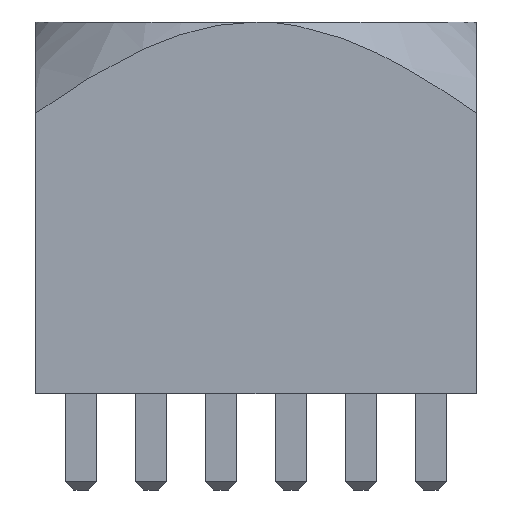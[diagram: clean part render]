
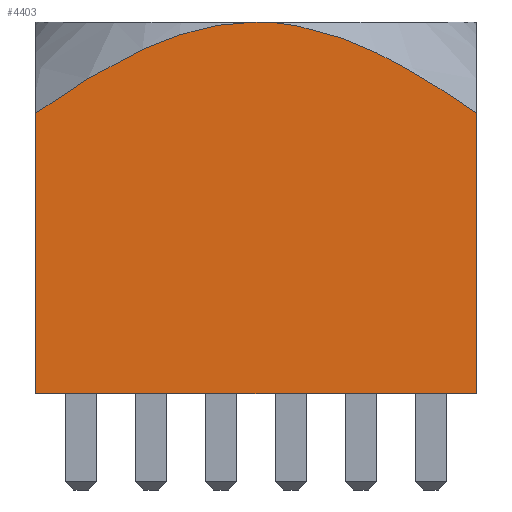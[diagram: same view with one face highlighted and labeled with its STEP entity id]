
A CAD part, front view. The second image highlights one B-rep face of the part: STEP entity #4403.
In plain terms, the highlighted planar face has unit normal (0, -1, 0).
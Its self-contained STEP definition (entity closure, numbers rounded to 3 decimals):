
#22=B_SPLINE_CURVE_WITH_KNOTS('',3,(#5605,#5606,#5607,#5608,#5609,#5610,
#5611,#5612,#5613,#5614,#5615,#5616,#5617,#5618,#5619,#5620,#5621),
 .UNSPECIFIED.,.F.,.F.,(4,1,1,1,1,1,1,1,1,1,1,1,1,1,4),(0.,0.125,0.188,
0.25,0.313,0.375,0.438,0.5,0.563,0.625,0.688,0.75,0.813,0.875,1.),
 .UNSPECIFIED.);
#26=B_SPLINE_CURVE_WITH_KNOTS('',3,(#5752,#5753,#5754,#5755,#5756,#5757,
#5758,#5759,#5760,#5761,#5762,#5763,#5764,#5765,#5766,#5767,#5768),
 .UNSPECIFIED.,.F.,.F.,(4,1,1,1,1,1,1,1,1,1,1,1,1,1,4),(0.,0.125,0.188,
0.25,0.313,0.375,0.438,0.5,0.563,0.625,0.688,0.75,0.813,0.875,1.),
 .UNSPECIFIED.);
#201=ORIENTED_EDGE('',*,*,#1039,.F.);
#202=ORIENTED_EDGE('',*,*,#936,.T.);
#203=ORIENTED_EDGE('',*,*,#897,.T.);
#204=ORIENTED_EDGE('',*,*,#1040,.T.);
#205=ORIENTED_EDGE('',*,*,#1041,.T.);
#897=EDGE_CURVE('',#1320,#1321,#22,.T.);
#936=EDGE_CURVE('',#1354,#1320,#26,.T.);
#1039=EDGE_CURVE('',#1354,#1441,#1705,.T.);
#1040=EDGE_CURVE('',#1321,#1442,#1706,.T.);
#1041=EDGE_CURVE('',#1442,#1441,#1707,.T.);
#1320=VERTEX_POINT('',#5586);
#1321=VERTEX_POINT('',#5604);
#1354=VERTEX_POINT('',#5750);
#1441=VERTEX_POINT('',#6019);
#1442=VERTEX_POINT('',#6021);
#1705=LINE('',#6018,#2113);
#1706=LINE('',#6020,#2114);
#1707=LINE('',#6022,#2115);
#2113=VECTOR('',#4993,1000.);
#2114=VECTOR('',#4994,1000.);
#2115=VECTOR('',#4995,1000.);
#2429=EDGE_LOOP('',(#201,#202,#203,#204,#205));
#2647=FACE_BOUND('',#2429,.T.);
#2859=PLANE('',#4607);
#4403=ADVANCED_FACE('',(#2647),#2859,.F.);
#4607=AXIS2_PLACEMENT_3D('',#6017,#4991,#4992);
#4991=DIRECTION('',(0.,1.,0.));
#4992=DIRECTION('',(1.,0.,0.));
#4993=DIRECTION('',(0.,0.,-1.));
#4994=DIRECTION('',(0.,0.,-1.));
#4995=DIRECTION('',(1.,0.,0.));
#5586=CARTESIAN_POINT('',(0.,-8.,13.5));
#5604=CARTESIAN_POINT('',(-8.,-8.,10.186));
#5605=CARTESIAN_POINT('',(0.,-8.,13.5));
#5606=CARTESIAN_POINT('',(-0.357,-8.,13.5));
#5607=CARTESIAN_POINT('',(-0.899,-8.,13.463));
#5608=CARTESIAN_POINT('',(-1.622,-8.,13.343));
#5609=CARTESIAN_POINT('',(-2.195,-8.,13.209));
#5610=CARTESIAN_POINT('',(-2.671,-8.,13.07));
#5611=CARTESIAN_POINT('',(-3.191,-8.,12.891));
#5612=CARTESIAN_POINT('',(-3.703,-8.,12.689));
#5613=CARTESIAN_POINT('',(-4.269,-8.,12.436));
#5614=CARTESIAN_POINT('',(-4.698,-8.,12.225));
#5615=CARTESIAN_POINT('',(-5.182,-8.,11.971));
#5616=CARTESIAN_POINT('',(-5.66,-8.,11.703));
#5617=CARTESIAN_POINT('',(-6.188,-8.,11.388));
#5618=CARTESIAN_POINT('',(-6.599,-8.,11.131));
#5619=CARTESIAN_POINT('',(-7.21,-8.,10.735));
#5620=CARTESIAN_POINT('',(-7.677,-8.,10.414));
#5621=CARTESIAN_POINT('',(-8.,-8.,10.186));
#5750=CARTESIAN_POINT('',(8.,-8.,10.186));
#5752=CARTESIAN_POINT('',(8.,-8.,10.186));
#5753=CARTESIAN_POINT('',(7.678,-8.,10.414));
#5754=CARTESIAN_POINT('',(7.212,-8.,10.734));
#5755=CARTESIAN_POINT('',(6.602,-8.,11.129));
#5756=CARTESIAN_POINT('',(6.191,-8.,11.386));
#5757=CARTESIAN_POINT('',(5.666,-8.,11.7));
#5758=CARTESIAN_POINT('',(5.191,-8.,11.966));
#5759=CARTESIAN_POINT('',(4.708,-8.,12.22));
#5760=CARTESIAN_POINT('',(4.281,-8.,12.43));
#5761=CARTESIAN_POINT('',(3.719,-8.,12.683));
#5762=CARTESIAN_POINT('',(3.209,-8.,12.885));
#5763=CARTESIAN_POINT('',(2.692,-8.,13.063));
#5764=CARTESIAN_POINT('',(2.221,-8.,13.203));
#5765=CARTESIAN_POINT('',(1.638,-8.,13.34));
#5766=CARTESIAN_POINT('',(0.909,-8.,13.462));
#5767=CARTESIAN_POINT('',(0.36,-8.,13.5));
#5768=CARTESIAN_POINT('',(0.,-8.,13.5));
#6017=CARTESIAN_POINT('',(-8.,-8.,13.5));
#6018=CARTESIAN_POINT('',(8.,-8.,13.5));
#6019=CARTESIAN_POINT('',(8.,-8.,0.));
#6020=CARTESIAN_POINT('',(-8.,-8.,13.5));
#6021=CARTESIAN_POINT('',(-8.,-8.,0.));
#6022=CARTESIAN_POINT('',(-8.,-8.,0.));
